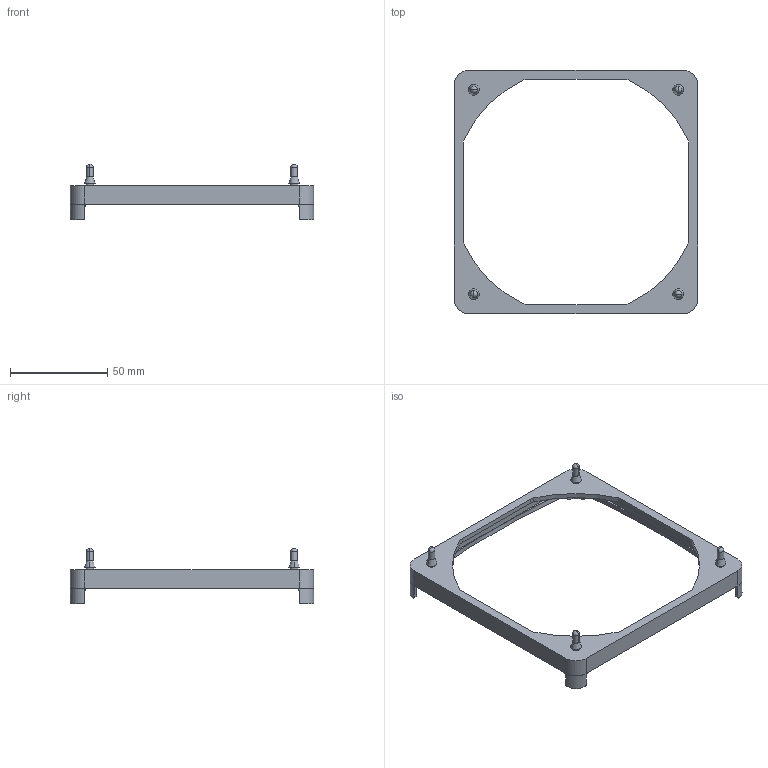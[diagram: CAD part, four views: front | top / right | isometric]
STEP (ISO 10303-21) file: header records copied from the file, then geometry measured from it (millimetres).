
FILE_DESCRIPTION((''),'2;1');
FILE_NAME('SLM-119-40-10.stp','2005-12-08T00:05:16',(''),(''),'Mechanical Desktop.R8.0.24.0','Mechanical Desktop.R8.0.24.0',', , ');
FILE_SCHEMA(('CONFIG_CONTROL_DESIGN'));
Length unit declared in the file: millimetre
Products named in the file (2): SLM-119-40-10 OVA; SLM-119-40-10 OV
Assembly tree (1 placements, depth 2):
  SLM-119-40-10 OVA
    SLM-119-40-10 OV
Bounding box: 125 x 125 x 28.5 mm (x, y, z)
Volume: 21758.9 mm3; surface area: 18684.6 mm2
Topology: 1 solids, 1 shells, 1287 faces, 3606 edges, 2371 vertices
Faces by surface type: bspline 849, plane 291, cylinder 111, sphere 24, cone 8, torus 4
Entity records: 47946 total; most frequent: CARTESIAN_POINT 20531, ORIENTED_EDGE 7164, EDGE_CURVE 3582, DIRECTION 3011, VERTEX_POINT 2371, B_SPLINE_CURVE_WITH_KNOTS 1714, VECTOR 1605, LINE 1605
